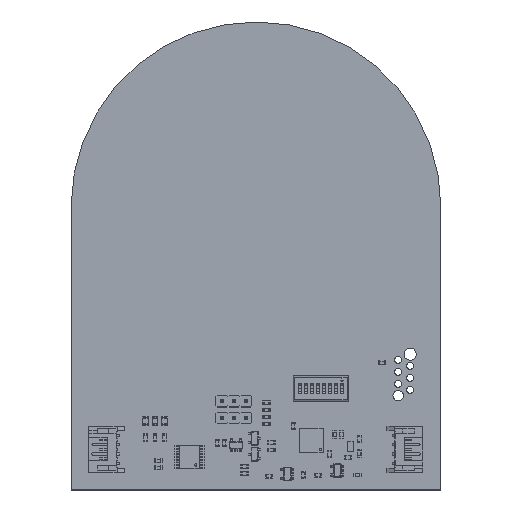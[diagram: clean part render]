
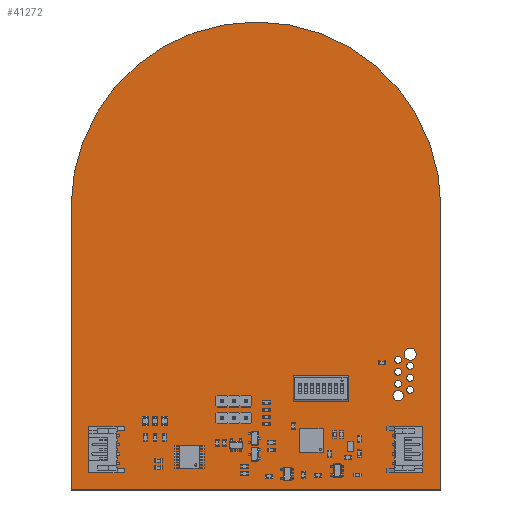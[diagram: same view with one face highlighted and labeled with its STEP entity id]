
A CAD part, top view. The second image highlights one B-rep face of the part: STEP entity #41272.
In plain terms, the highlighted planar face has unit normal (0, 0, 1).
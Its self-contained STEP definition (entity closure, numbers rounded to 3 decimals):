
#41004 = VERTEX_POINT('',#41005);
#41005 = CARTESIAN_POINT('',(57.338,-79.028,1.51));
#41011 = EDGE_CURVE('',#41004,#41012,#41014,.T.);
#41012 = VERTEX_POINT('',#41013);
#41013 = CARTESIAN_POINT('',(135.838,-79.528,1.51));
#41014 = CIRCLE('',#41015,39.251);
#41015 = AXIS2_PLACEMENT_3D('',#41016,#41017,#41018);
#41016 = CARTESIAN_POINT('',(96.587,-79.434,1.51));
#41017 = DIRECTION('',(0.,0.,-1.));
#41018 = DIRECTION('',(-1.,0.01,0.));
#41046 = VERTEX_POINT('',#41047);
#41047 = CARTESIAN_POINT('',(57.338,-139.528,1.51));
#41053 = EDGE_CURVE('',#41046,#41004,#41054,.T.);
#41054 = LINE('',#41055,#41056);
#41055 = CARTESIAN_POINT('',(57.338,-139.528,1.51));
#41056 = VECTOR('',#41057,1.);
#41057 = DIRECTION('',(0.,1.,0.));
#41075 = EDGE_CURVE('',#41012,#41076,#41078,.T.);
#41076 = VERTEX_POINT('',#41077);
#41077 = CARTESIAN_POINT('',(135.838,-139.528,1.51));
#41078 = LINE('',#41079,#41080);
#41079 = CARTESIAN_POINT('',(135.838,-79.528,1.51));
#41080 = VECTOR('',#41081,1.);
#41081 = DIRECTION('',(0.,-1.,0.));
#41272 = ADVANCED_FACE('',(#41273,#41284,#41295,#41306,#41317,#41328,
    #41339,#41350,#41361,#41372,#41383,#41394,#41405,#41416,#41427),
  #41438,.T.);
#41273 = FACE_BOUND('',#41274,.T.);
#41274 = EDGE_LOOP('',(#41275,#41276,#41277,#41283));
#41275 = ORIENTED_EDGE('',*,*,#41011,.F.);
#41276 = ORIENTED_EDGE('',*,*,#41053,.F.);
#41277 = ORIENTED_EDGE('',*,*,#41278,.F.);
#41278 = EDGE_CURVE('',#41076,#41046,#41279,.T.);
#41279 = LINE('',#41280,#41281);
#41280 = CARTESIAN_POINT('',(135.838,-139.528,1.51));
#41281 = VECTOR('',#41282,1.);
#41282 = DIRECTION('',(-1.,0.,0.));
#41283 = ORIENTED_EDGE('',*,*,#41075,.F.);
#41284 = FACE_BOUND('',#41285,.T.);
#41285 = EDGE_LOOP('',(#41286));
#41286 = ORIENTED_EDGE('',*,*,#41287,.T.);
#41287 = EDGE_CURVE('',#41288,#41288,#41290,.T.);
#41288 = VERTEX_POINT('',#41289);
#41289 = CARTESIAN_POINT('',(89.361,-124.749,1.51));
#41290 = CIRCLE('',#41291,0.5);
#41291 = AXIS2_PLACEMENT_3D('',#41292,#41293,#41294);
#41292 = CARTESIAN_POINT('',(89.361,-124.249,1.51));
#41293 = DIRECTION('',(-0.,0.,-1.));
#41294 = DIRECTION('',(-0.,-1.,0.));
#41295 = FACE_BOUND('',#41296,.T.);
#41296 = EDGE_LOOP('',(#41297));
#41297 = ORIENTED_EDGE('',*,*,#41298,.T.);
#41298 = EDGE_CURVE('',#41299,#41299,#41301,.T.);
#41299 = VERTEX_POINT('',#41300);
#41300 = CARTESIAN_POINT('',(91.901,-124.749,1.51));
#41301 = CIRCLE('',#41302,0.5);
#41302 = AXIS2_PLACEMENT_3D('',#41303,#41304,#41305);
#41303 = CARTESIAN_POINT('',(91.901,-124.249,1.51));
#41304 = DIRECTION('',(-0.,0.,-1.));
#41305 = DIRECTION('',(-0.,-1.,0.));
#41306 = FACE_BOUND('',#41307,.T.);
#41307 = EDGE_LOOP('',(#41308));
#41308 = ORIENTED_EDGE('',*,*,#41309,.T.);
#41309 = EDGE_CURVE('',#41310,#41310,#41312,.T.);
#41310 = VERTEX_POINT('',#41311);
#41311 = CARTESIAN_POINT('',(94.441,-124.749,1.51));
#41312 = CIRCLE('',#41313,0.5);
#41313 = AXIS2_PLACEMENT_3D('',#41314,#41315,#41316);
#41314 = CARTESIAN_POINT('',(94.441,-124.249,1.51));
#41315 = DIRECTION('',(-0.,0.,-1.));
#41316 = DIRECTION('',(-0.,-1.,0.));
#41317 = FACE_BOUND('',#41318,.T.);
#41318 = EDGE_LOOP('',(#41319));
#41319 = ORIENTED_EDGE('',*,*,#41320,.T.);
#41320 = EDGE_CURVE('',#41321,#41321,#41323,.T.);
#41321 = VERTEX_POINT('',#41322);
#41322 = CARTESIAN_POINT('',(89.356,-121.145,1.51));
#41323 = CIRCLE('',#41324,0.5);
#41324 = AXIS2_PLACEMENT_3D('',#41325,#41326,#41327);
#41325 = CARTESIAN_POINT('',(89.356,-120.645,1.51));
#41326 = DIRECTION('',(-0.,0.,-1.));
#41327 = DIRECTION('',(-0.,-1.,0.));
#41328 = FACE_BOUND('',#41329,.T.);
#41329 = EDGE_LOOP('',(#41330));
#41330 = ORIENTED_EDGE('',*,*,#41331,.T.);
#41331 = EDGE_CURVE('',#41332,#41332,#41334,.T.);
#41332 = VERTEX_POINT('',#41333);
#41333 = CARTESIAN_POINT('',(91.896,-121.145,1.51));
#41334 = CIRCLE('',#41335,0.5);
#41335 = AXIS2_PLACEMENT_3D('',#41336,#41337,#41338);
#41336 = CARTESIAN_POINT('',(91.896,-120.645,1.51));
#41337 = DIRECTION('',(-0.,0.,-1.));
#41338 = DIRECTION('',(-0.,-1.,0.));
#41339 = FACE_BOUND('',#41340,.T.);
#41340 = EDGE_LOOP('',(#41341));
#41341 = ORIENTED_EDGE('',*,*,#41342,.T.);
#41342 = EDGE_CURVE('',#41343,#41343,#41345,.T.);
#41343 = VERTEX_POINT('',#41344);
#41344 = CARTESIAN_POINT('',(94.436,-121.145,1.51));
#41345 = CIRCLE('',#41346,0.5);
#41346 = AXIS2_PLACEMENT_3D('',#41347,#41348,#41349);
#41347 = CARTESIAN_POINT('',(94.436,-120.645,1.51));
#41348 = DIRECTION('',(-0.,0.,-1.));
#41349 = DIRECTION('',(-0.,-1.,0.));
#41350 = FACE_BOUND('',#41351,.T.);
#41351 = EDGE_LOOP('',(#41352));
#41352 = ORIENTED_EDGE('',*,*,#41353,.T.);
#41353 = EDGE_CURVE('',#41354,#41354,#41356,.T.);
#41354 = VERTEX_POINT('',#41355);
#41355 = CARTESIAN_POINT('',(126.768,-120.598,1.51));
#41356 = CIRCLE('',#41357,1.1);
#41357 = AXIS2_PLACEMENT_3D('',#41358,#41359,#41360);
#41358 = CARTESIAN_POINT('',(126.768,-119.498,1.51));
#41359 = DIRECTION('',(-0.,0.,-1.));
#41360 = DIRECTION('',(-0.,-1.,0.));
#41361 = FACE_BOUND('',#41362,.T.);
#41362 = EDGE_LOOP('',(#41363));
#41363 = ORIENTED_EDGE('',*,*,#41364,.T.);
#41364 = EDGE_CURVE('',#41365,#41365,#41367,.T.);
#41365 = VERTEX_POINT('',#41366);
#41366 = CARTESIAN_POINT('',(129.308,-119.018,1.51));
#41367 = CIRCLE('',#41368,0.75);
#41368 = AXIS2_PLACEMENT_3D('',#41369,#41370,#41371);
#41369 = CARTESIAN_POINT('',(129.308,-118.268,1.51));
#41370 = DIRECTION('',(-0.,0.,-1.));
#41371 = DIRECTION('',(-0.,-1.,0.));
#41372 = FACE_BOUND('',#41373,.T.);
#41373 = EDGE_LOOP('',(#41374));
#41374 = ORIENTED_EDGE('',*,*,#41375,.T.);
#41375 = EDGE_CURVE('',#41376,#41376,#41378,.T.);
#41376 = VERTEX_POINT('',#41377);
#41377 = CARTESIAN_POINT('',(126.768,-117.748,1.51));
#41378 = CIRCLE('',#41379,0.75);
#41379 = AXIS2_PLACEMENT_3D('',#41380,#41381,#41382);
#41380 = CARTESIAN_POINT('',(126.768,-116.998,1.51));
#41381 = DIRECTION('',(-0.,0.,-1.));
#41382 = DIRECTION('',(-0.,-1.,0.));
#41383 = FACE_BOUND('',#41384,.T.);
#41384 = EDGE_LOOP('',(#41385));
#41385 = ORIENTED_EDGE('',*,*,#41386,.T.);
#41386 = EDGE_CURVE('',#41387,#41387,#41389,.T.);
#41387 = VERTEX_POINT('',#41388);
#41388 = CARTESIAN_POINT('',(129.308,-116.478,1.51));
#41389 = CIRCLE('',#41390,0.75);
#41390 = AXIS2_PLACEMENT_3D('',#41391,#41392,#41393);
#41391 = CARTESIAN_POINT('',(129.308,-115.728,1.51));
#41392 = DIRECTION('',(-0.,0.,-1.));
#41393 = DIRECTION('',(-0.,-1.,0.));
#41394 = FACE_BOUND('',#41395,.T.);
#41395 = EDGE_LOOP('',(#41396));
#41396 = ORIENTED_EDGE('',*,*,#41397,.T.);
#41397 = EDGE_CURVE('',#41398,#41398,#41400,.T.);
#41398 = VERTEX_POINT('',#41399);
#41399 = CARTESIAN_POINT('',(126.768,-115.208,1.51));
#41400 = CIRCLE('',#41401,0.75);
#41401 = AXIS2_PLACEMENT_3D('',#41402,#41403,#41404);
#41402 = CARTESIAN_POINT('',(126.768,-114.458,1.51));
#41403 = DIRECTION('',(-0.,0.,-1.));
#41404 = DIRECTION('',(-0.,-1.,0.));
#41405 = FACE_BOUND('',#41406,.T.);
#41406 = EDGE_LOOP('',(#41407));
#41407 = ORIENTED_EDGE('',*,*,#41408,.T.);
#41408 = EDGE_CURVE('',#41409,#41409,#41411,.T.);
#41409 = VERTEX_POINT('',#41410);
#41410 = CARTESIAN_POINT('',(129.308,-113.938,1.51));
#41411 = CIRCLE('',#41412,0.75);
#41412 = AXIS2_PLACEMENT_3D('',#41413,#41414,#41415);
#41413 = CARTESIAN_POINT('',(129.308,-113.188,1.51));
#41414 = DIRECTION('',(-0.,0.,-1.));
#41415 = DIRECTION('',(-0.,-1.,0.));
#41416 = FACE_BOUND('',#41417,.T.);
#41417 = EDGE_LOOP('',(#41418));
#41418 = ORIENTED_EDGE('',*,*,#41419,.T.);
#41419 = EDGE_CURVE('',#41420,#41420,#41422,.T.);
#41420 = VERTEX_POINT('',#41421);
#41421 = CARTESIAN_POINT('',(126.768,-112.668,1.51));
#41422 = CIRCLE('',#41423,0.75);
#41423 = AXIS2_PLACEMENT_3D('',#41424,#41425,#41426);
#41424 = CARTESIAN_POINT('',(126.768,-111.918,1.51));
#41425 = DIRECTION('',(-0.,0.,-1.));
#41426 = DIRECTION('',(-0.,-1.,0.));
#41427 = FACE_BOUND('',#41428,.T.);
#41428 = EDGE_LOOP('',(#41429));
#41429 = ORIENTED_EDGE('',*,*,#41430,.T.);
#41430 = EDGE_CURVE('',#41431,#41431,#41433,.T.);
#41431 = VERTEX_POINT('',#41432);
#41432 = CARTESIAN_POINT('',(129.308,-111.988,1.51));
#41433 = CIRCLE('',#41434,1.3);
#41434 = AXIS2_PLACEMENT_3D('',#41435,#41436,#41437);
#41435 = CARTESIAN_POINT('',(129.308,-110.688,1.51));
#41436 = DIRECTION('',(-0.,0.,-1.));
#41437 = DIRECTION('',(0.,-1.,0.));
#41438 = PLANE('',#41439);
#41439 = AXIS2_PLACEMENT_3D('',#41440,#41441,#41442);
#41440 = CARTESIAN_POINT('',(0.,0.,1.51));
#41441 = DIRECTION('',(0.,0.,1.));
#41442 = DIRECTION('',(1.,0.,-0.));
